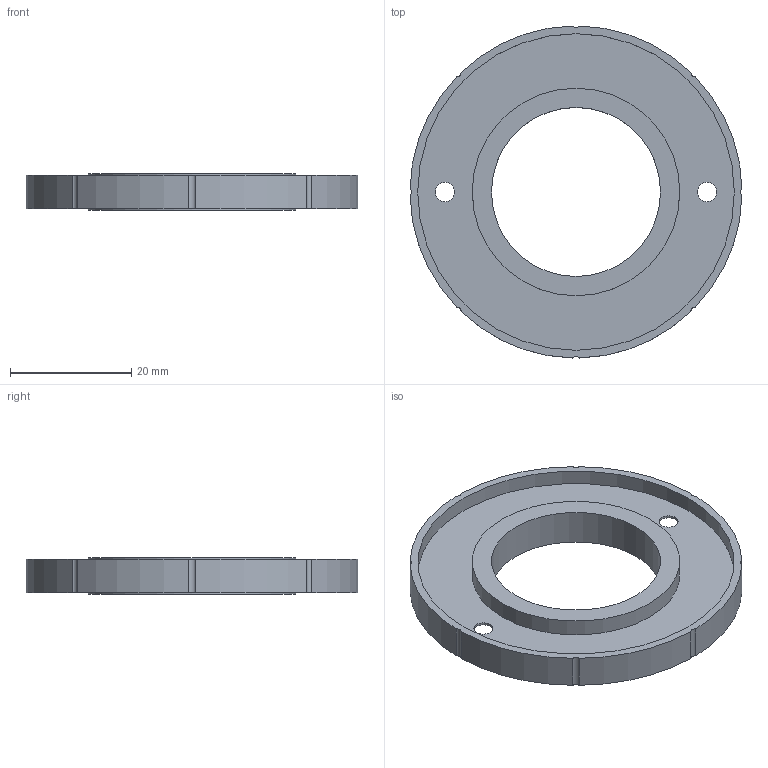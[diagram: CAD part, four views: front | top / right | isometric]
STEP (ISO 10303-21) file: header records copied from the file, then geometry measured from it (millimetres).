
FILE_DESCRIPTION(/* description */ ('1" MANIFOLD GASKET W/ SKIRT'),/* implementation_level */ '2;1');
FILE_NAME(/* name */ 'M102G.stp',/* time_stamp */ '2020-09-09T08:46:43-04:00',/* author */ ('ALR'),/* organization */ (''),/* preprocessor_version */ 'ST-DEVELOPER v17.2',/* originating_system */ 'Autodesk Inventor 2019',/* authorisation */ '');
FILE_SCHEMA (('AUTOMOTIVE_DESIGN { 1 0 10303 214 3 1 1 }'));
Length unit declared in the file: inch
Products named in the file (1): M102G
Bounding box: 54.85 x 54.85 x 5.97 mm (x, y, z)
Volume: 3503.8 mm3; surface area: 6376.7 mm2
Topology: 1 solids, 1 shells, 29 faces, 73 edges, 50 vertices
Faces by surface type: cylinder 23, plane 6
Full cylindrical faces by diameter (mm): 3.175 x2, 27.94 x1, 34.29 x2, 52.324 x2
Entity records: 964 total; most frequent: DIRECTION 183, CARTESIAN_POINT 153, ORIENTED_EDGE 146, AXIS2_PLACEMENT_3D 80, EDGE_CURVE 73, CIRCLE 50, VERTEX_POINT 50, EDGE_LOOP 39
